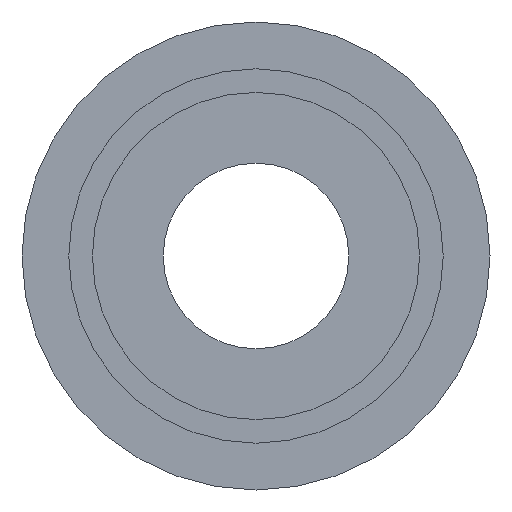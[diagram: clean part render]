
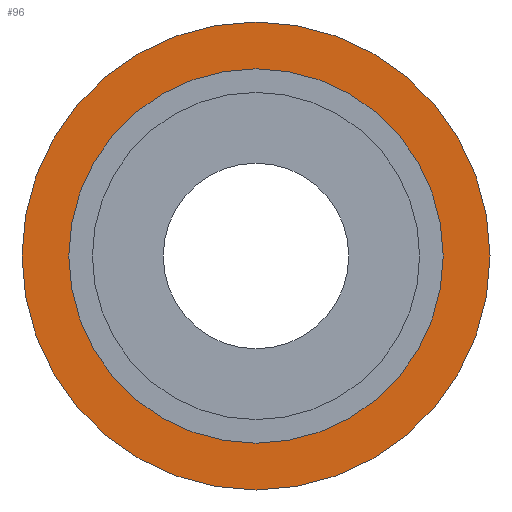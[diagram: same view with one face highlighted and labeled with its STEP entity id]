
A CAD part, front view. The second image highlights one B-rep face of the part: STEP entity #96.
In plain terms, the highlighted planar face has unit normal (0, -1, 0).
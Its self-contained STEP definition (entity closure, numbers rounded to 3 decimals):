
#30 = CARTESIAN_POINT ( 'NONE',  ( 0., 5., 0. ) ) ;
#44 = VERTEX_POINT ( 'NONE', #482 ) ;
#60 = DIRECTION ( 'NONE',  ( 0., 1., 0. ) ) ;
#82 = AXIS2_PLACEMENT_3D ( 'NONE', #392, #60, #340 ) ;
#84 = DIRECTION ( 'NONE',  ( 0., 0., 1. ) ) ;
#96 = ADVANCED_FACE ( 'NONE', ( #379, #262 ), #222, .F. ) ;
#101 = CIRCLE ( 'NONE', #619, 15.875 ) ;
#121 = DIRECTION ( 'NONE',  ( 0., 1., 0. ) ) ;
#140 = ORIENTED_EDGE ( 'NONE', *, *, #444, .T. ) ;
#198 = DIRECTION ( 'NONE',  ( 0., 0., 1. ) ) ;
#203 = VERTEX_POINT ( 'NONE', #479 ) ;
#210 = AXIS2_PLACEMENT_3D ( 'NONE', #30, #364, #198 ) ;
#219 = ORIENTED_EDGE ( 'NONE', *, *, #267, .T. ) ;
#222 = PLANE ( 'NONE',  #82 ) ;
#228 = AXIS2_PLACEMENT_3D ( 'NONE', #412, #121, #456 ) ;
#238 = VERTEX_POINT ( 'NONE', #431 ) ;
#262 = FACE_BOUND ( 'NONE', #452, .T. ) ;
#267 = EDGE_CURVE ( 'NONE', #44, #238, #485, .T. ) ;
#305 = ORIENTED_EDGE ( 'NONE', *, *, #474, .F. ) ;
#306 = DIRECTION ( 'NONE',  ( 0., 1., 0. ) ) ;
#340 = DIRECTION ( 'NONE',  ( 0., 0., 1. ) ) ;
#343 = EDGE_LOOP ( 'NONE', ( #532, #305 ) ) ;
#354 = EDGE_CURVE ( 'NONE', #404, #203, #399, .T. ) ;
#356 = CARTESIAN_POINT ( 'NONE',  ( 0., 5., 15.875 ) ) ;
#357 = CARTESIAN_POINT ( 'NONE',  ( 0., 5., 0. ) ) ;
#364 = DIRECTION ( 'NONE',  ( 0., 1., 0. ) ) ;
#370 = CARTESIAN_POINT ( 'NONE',  ( 0., 5., 0. ) ) ;
#379 = FACE_OUTER_BOUND ( 'NONE', #343, .T. ) ;
#392 = CARTESIAN_POINT ( 'NONE',  ( 15.875, 5., 0. ) ) ;
#399 = CIRCLE ( 'NONE', #599, 15.875 ) ;
#404 = VERTEX_POINT ( 'NONE', #356 ) ;
#412 = CARTESIAN_POINT ( 'NONE',  ( 0., 5., 0. ) ) ;
#427 = CIRCLE ( 'NONE', #228, 12.55 ) ;
#431 = CARTESIAN_POINT ( 'NONE',  ( 0., 5., -12.55 ) ) ;
#437 = DIRECTION ( 'NONE',  ( 0., 0., 1. ) ) ;
#444 = EDGE_CURVE ( 'NONE', #238, #44, #427, .T. ) ;
#452 = EDGE_LOOP ( 'NONE', ( #219, #140 ) ) ;
#456 = DIRECTION ( 'NONE',  ( 0., 0., 1. ) ) ;
#474 = EDGE_CURVE ( 'NONE', #203, #404, #101, .T. ) ;
#479 = CARTESIAN_POINT ( 'NONE',  ( 0., 5., -15.875 ) ) ;
#482 = CARTESIAN_POINT ( 'NONE',  ( 0., 5., 12.55 ) ) ;
#485 = CIRCLE ( 'NONE', #210, 12.55 ) ;
#520 = DIRECTION ( 'NONE',  ( 0., 1., 0. ) ) ;
#532 = ORIENTED_EDGE ( 'NONE', *, *, #354, .F. ) ;
#599 = AXIS2_PLACEMENT_3D ( 'NONE', #357, #306, #437 ) ;
#619 = AXIS2_PLACEMENT_3D ( 'NONE', #370, #520, #84 ) ;
